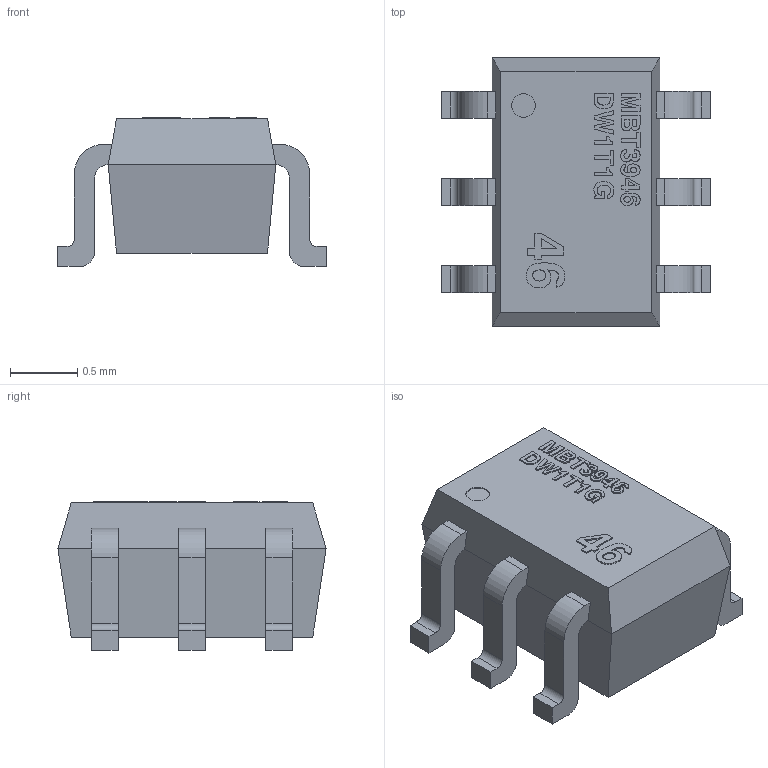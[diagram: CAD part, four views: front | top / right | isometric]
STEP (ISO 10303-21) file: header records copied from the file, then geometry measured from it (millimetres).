
FILE_DESCRIPTION(('FreeCAD Model'),'2;1');
FILE_NAME('ON_Semi_MBT3946DW1T1G.step','2019-07-20T19:51:18',('Author'),(''), 'Open CASCADE STEP processor 7.3','FreeCAD','Unknown');
FILE_SCHEMA(('AUTOMOTIVE_DESIGN { 1 0 10303 214 1 1 1 1 }'));
Length unit declared in the file: millimetre
Products named in the file (1): MBT3946DW1T1G
Bounding box: 2 x 2 x 1.11 mm (x, y, z)
Volume: 2.5 mm3; surface area: 14.9 mm2
Topology: 1 solids, 1 shells, 381 faces, 1043 edges, 694 vertices
Faces by surface type: plane 186, extrusion 162, cylinder 25, bspline 8
Full cylindrical faces by diameter (mm): 0.178 x1
Entity records: 14863 total; most frequent: CARTESIAN_POINT 3183, ORIENTED_EDGE 2086, DIRECTION 1323, EDGE_CURVE 1043, VECTOR 799, VERTEX_POINT 694, LINE 637, B_SPLINE_CURVE_WITH_KNOTS 518
